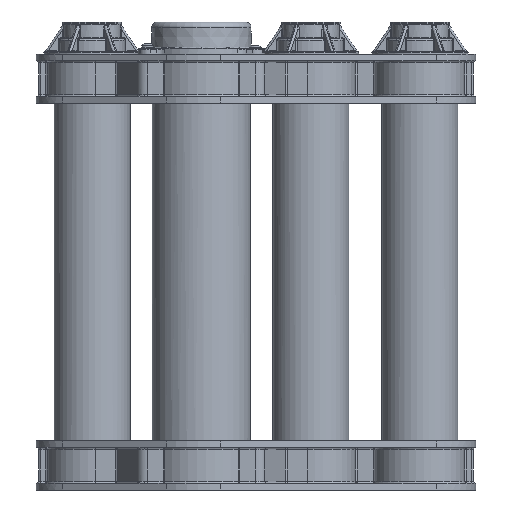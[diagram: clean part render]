
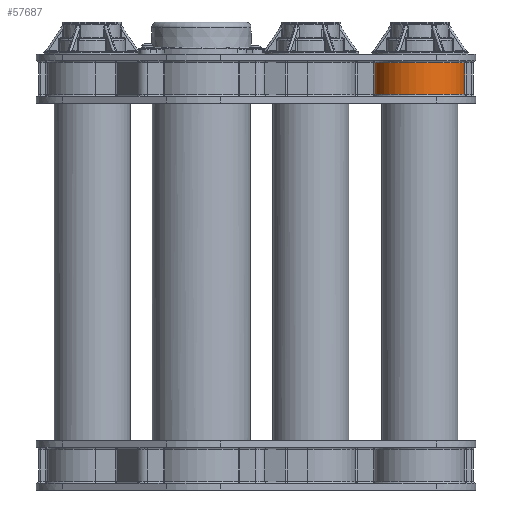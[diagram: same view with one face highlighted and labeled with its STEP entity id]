
A CAD part, front view. The second image highlights one B-rep face of the part: STEP entity #57687.
In plain terms, the highlighted cylindrical face has radius 41.1 mm (diameter 82.2 mm), a partial arc.
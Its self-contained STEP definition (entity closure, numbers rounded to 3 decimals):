
#16821 = VERTEX_POINT ( 'NONE', #63735 ) ;
#17117 = VERTEX_POINT ( 'NONE', #63263 ) ;
#19245 = EDGE_CURVE ( 'NONE', #16821, #64776, #99214, .T. ) ;
#19262 = EDGE_CURVE ( 'NONE', #64776, #64674, #99243, .T. ) ;
#19288 = EDGE_CURVE ( 'NONE', #64674, #17117, #99298, .T. ) ;
#19397 = EDGE_CURVE ( 'NONE', #17117, #16821, #99460, .T. ) ;
#20896 = CARTESIAN_POINT ( 'NONE',  ( 131.234, 252.639, 132.234 ) ) ;
#21041 = CARTESIAN_POINT ( 'NONE',  ( 212.879, 252.639, 132.234 ) ) ;
#21070 = DIRECTION ( 'NONE',  ( 0., 0., 1. ) ) ;
#21217 = DIRECTION ( 'NONE',  ( 0., 0., -1. ) ) ;
#21409 = DIRECTION ( 'NONE',  ( 1., 0., 0. ) ) ;
#21738 = DIRECTION ( 'NONE',  ( 0., 0., -1. ) ) ;
#21834 = CARTESIAN_POINT ( 'NONE',  ( 172.057, 257.407, 169.234 ) ) ;
#27822 = FACE_OUTER_BOUND ( 'NONE', #69908, .T. ) ;
#27823 = CYLINDRICAL_SURFACE ( 'NONE', #67610, 41.1 ) ;
#57687 = ADVANCED_FACE ( 'NONE', ( #27822 ), #27823, .T. ) ;
#61626 = CARTESIAN_POINT ( 'NONE',  ( 131.234, 252.639, 169.234 ) ) ;
#61728 = CARTESIAN_POINT ( 'NONE',  ( 212.879, 252.639, 169.234 ) ) ;
#62873 = DIRECTION ( 'NONE',  ( 0., 0., 1. ) ) ;
#63004 = CARTESIAN_POINT ( 'NONE',  ( 172.057, 257.407, 140.234 ) ) ;
#63163 = DIRECTION ( 'NONE',  ( 1., 0., 0. ) ) ;
#63263 = CARTESIAN_POINT ( 'NONE',  ( 131.234, 252.639, 140.234 ) ) ;
#63735 = CARTESIAN_POINT ( 'NONE',  ( 212.879, 252.639, 140.234 ) ) ;
#64674 = VERTEX_POINT ( 'NONE', #61626 ) ;
#64776 = VERTEX_POINT ( 'NONE', #61728 ) ;
#67592 = ORIENTED_EDGE ( 'NONE', *, *, #19288, .T. ) ;
#67610 = AXIS2_PLACEMENT_3D ( 'NONE', #79757, #79665, #79662 ) ;
#69908 = EDGE_LOOP ( 'NONE', ( #109836, #131307, #109641, #67592 ) ) ;
#79662 = DIRECTION ( 'NONE',  ( 1., 0., 0. ) ) ;
#79665 = DIRECTION ( 'NONE',  ( 0., 0., 1. ) ) ;
#79757 = CARTESIAN_POINT ( 'NONE',  ( 172.057, 257.407, 132.234 ) ) ;
#99214 = LINE ( 'NONE', #21041, #99225 ) ;
#99225 = VECTOR ( 'NONE', #21070, 1000. ) ;
#99243 = CIRCLE ( 'NONE', #109036, 41.1 ) ;
#99298 = LINE ( 'NONE', #20896, #99302 ) ;
#99302 = VECTOR ( 'NONE', #21217, 1000. ) ;
#99460 = CIRCLE ( 'NONE', #109075, 41.1 ) ;
#109036 = AXIS2_PLACEMENT_3D ( 'NONE', #21834, #21738, #21409 ) ;
#109075 = AXIS2_PLACEMENT_3D ( 'NONE', #63004, #62873, #63163 ) ;
#109641 = ORIENTED_EDGE ( 'NONE', *, *, #19262, .T. ) ;
#109836 = ORIENTED_EDGE ( 'NONE', *, *, #19397, .T. ) ;
#131307 = ORIENTED_EDGE ( 'NONE', *, *, #19245, .T. ) ;
